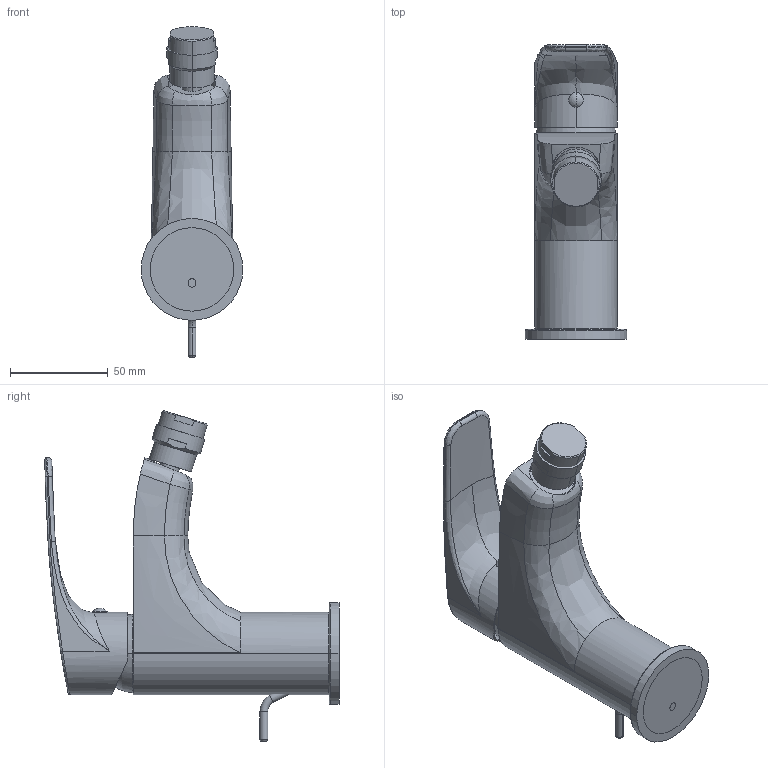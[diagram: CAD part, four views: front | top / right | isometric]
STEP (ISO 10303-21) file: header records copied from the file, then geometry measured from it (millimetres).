
FILE_DESCRIPTION((''),'2;1');
FILE_NAME('LM135CR','2021-05-04T11:13:26',('ut3'),('PAFFONI SpA'),'CREO PARAMETRIC BY PTC INC, 2020044','CREO PARAMETRIC BY PTC INC, 2020044','');
FILE_SCHEMA(('CONFIG_CONTROL_DESIGN','SHAPE_APPEARANCE_LAYERS_GROUPS'));
Length unit declared in the file: millimetre
Products named in the file (1): LM135CR
Bounding box: 52 x 150.2 x 168.81 mm (x, y, z)
Surface area: 54653.9 mm2 (no closed solid volume)
Topology: 0 solids, 18 shells, 167 faces, 408 edges, 255 vertices
Faces by surface type: cylinder 54, plane 44, bspline 43, cone 15, torus 6, sphere 4, revolution 1
Entity records: 9479 total; most frequent: CARTESIAN_POINT 4871, ORIENTED_EDGE 742, DIRECTION 673, EDGE_CURVE 406, AXIS2_PLACEMENT_3D 271, VERTEX_POINT 255, EDGE_LOOP 167, FACE_OUTER_BOUND 167
